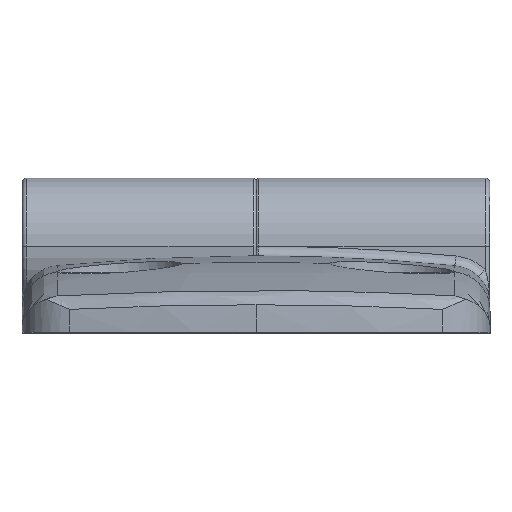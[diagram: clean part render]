
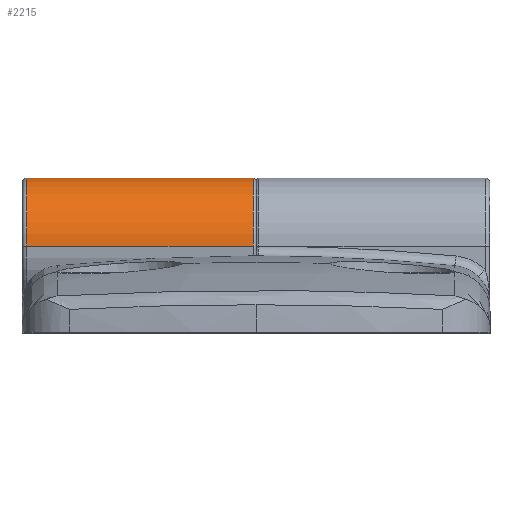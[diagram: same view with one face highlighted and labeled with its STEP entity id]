
A CAD part, top view. The second image highlights one B-rep face of the part: STEP entity #2215.
In plain terms, the highlighted cylindrical face has radius 7 mm (diameter 14 mm), a partial arc.
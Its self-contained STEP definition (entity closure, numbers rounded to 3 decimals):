
#35 = CARTESIAN_POINT ( 'NONE',  ( -23.5, 8.95, -7. ) ) ;
#45 = CARTESIAN_POINT ( 'NONE',  ( -0.3, 8.95, 7. ) ) ;
#85 = CARTESIAN_POINT ( 'NONE',  ( -0.3, 8.95, 0. ) ) ;
#144 = VECTOR ( 'NONE', #3129, 1000. ) ;
#606 = DIRECTION ( 'NONE',  ( 0., 0., -1. ) ) ;
#712 = CARTESIAN_POINT ( 'NONE',  ( 24., 8.95, -7. ) ) ;
#783 = DIRECTION ( 'NONE',  ( -1., 0., 0. ) ) ;
#809 = EDGE_CURVE ( 'NONE', #5888, #955, #4466, .T. ) ;
#955 = VERTEX_POINT ( 'NONE', #35 ) ;
#1233 = AXIS2_PLACEMENT_3D ( 'NONE', #5868, #2963, #3562 ) ;
#1252 = CIRCLE ( 'NONE', #5138, 7. ) ;
#1358 = ORIENTED_EDGE ( 'NONE', *, *, #3335, .T. ) ;
#1643 = LINE ( 'NONE', #6532, #144 ) ;
#2215 = ADVANCED_FACE ( 'NONE', ( #3472 ), #5994, .T. ) ;
#2275 = DIRECTION ( 'NONE',  ( 1., 0., 0. ) ) ;
#2305 = EDGE_CURVE ( 'NONE', #3697, #4948, #1643, .T. ) ;
#2355 = CIRCLE ( 'NONE', #5015, 7. ) ;
#2869 = ORIENTED_EDGE ( 'NONE', *, *, #3721, .T. ) ;
#2963 = DIRECTION ( 'NONE',  ( -1., 0., 0. ) ) ;
#3129 = DIRECTION ( 'NONE',  ( -1., 0., 0. ) ) ;
#3335 = EDGE_CURVE ( 'NONE', #955, #4948, #1252, .T. ) ;
#3340 = ORIENTED_EDGE ( 'NONE', *, *, #2305, .F. ) ;
#3472 = FACE_OUTER_BOUND ( 'NONE', #6260, .T. ) ;
#3562 = DIRECTION ( 'NONE',  ( 0., 0., 1. ) ) ;
#3622 = DIRECTION ( 'NONE',  ( -1., 0., 0. ) ) ;
#3697 = VERTEX_POINT ( 'NONE', #45 ) ;
#3721 = EDGE_CURVE ( 'NONE', #3697, #5888, #2355, .T. ) ;
#4420 = CARTESIAN_POINT ( 'NONE',  ( -0.3, 8.95, -7. ) ) ;
#4466 = LINE ( 'NONE', #712, #5175 ) ;
#4948 = VERTEX_POINT ( 'NONE', #6535 ) ;
#5015 = AXIS2_PLACEMENT_3D ( 'NONE', #85, #3622, #606 ) ;
#5138 = AXIS2_PLACEMENT_3D ( 'NONE', #5295, #2275, #5796 ) ;
#5175 = VECTOR ( 'NONE', #783, 1000. ) ;
#5295 = CARTESIAN_POINT ( 'NONE',  ( -23.5, 8.95, 0. ) ) ;
#5796 = DIRECTION ( 'NONE',  ( 0., 0., 1. ) ) ;
#5868 = CARTESIAN_POINT ( 'NONE',  ( 24., 8.95, 0. ) ) ;
#5888 = VERTEX_POINT ( 'NONE', #4420 ) ;
#5994 = CYLINDRICAL_SURFACE ( 'NONE', #1233, 7. ) ;
#6260 = EDGE_LOOP ( 'NONE', ( #3340, #2869, #6533, #1358 ) ) ;
#6532 = CARTESIAN_POINT ( 'NONE',  ( 24., 8.95, 7. ) ) ;
#6533 = ORIENTED_EDGE ( 'NONE', *, *, #809, .T. ) ;
#6535 = CARTESIAN_POINT ( 'NONE',  ( -23.5, 8.95, 7. ) ) ;
